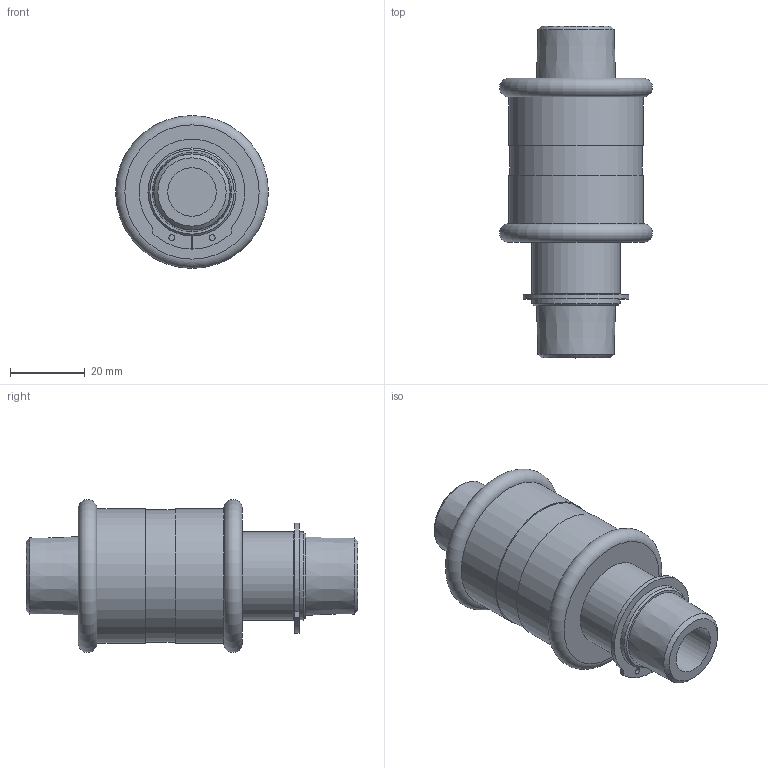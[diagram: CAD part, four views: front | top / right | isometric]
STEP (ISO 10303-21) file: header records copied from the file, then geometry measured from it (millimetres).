
FILE_DESCRIPTION((''),'2;1');
FILE_NAME('CDC Products 3D Ass''HSV04.stp','2009-02-12T16:53:41',('Microsoft'),(''),'Autodesk Inventor 2008','Autodesk Inventor 2008','');
FILE_SCHEMA(('AUTOMOTIVE_DESIGN { 1 0 10303 214 1 1 1 1 }'));
Length unit declared in the file: millimetre
Products named in the file (1): HSV04
Bounding box: 40.99 x 89 x 40.99 mm (x, y, z)
Volume: 52403.3 mm3; surface area: 15771 mm2
Topology: 1 solids, 1 shells, 59 faces, 121 edges, 74 vertices
Faces by surface type: plane 25, cone 18, cylinder 14, torus 2
Full cylindrical faces by diameter (mm): 1.6 x2, 13 x2, 22.9 x1, 23.6 x2, 32 x1, 35.4 x1, 36 x2
Entity records: 1444 total; most frequent: CARTESIAN_POINT 280, DIRECTION 248, ORIENTED_EDGE 200, AXIS2_PLACEMENT_3D 112, EDGE_CURVE 100, EDGE_LOOP 92, VERTEX_POINT 72, FACE_OUTER_BOUND 59
